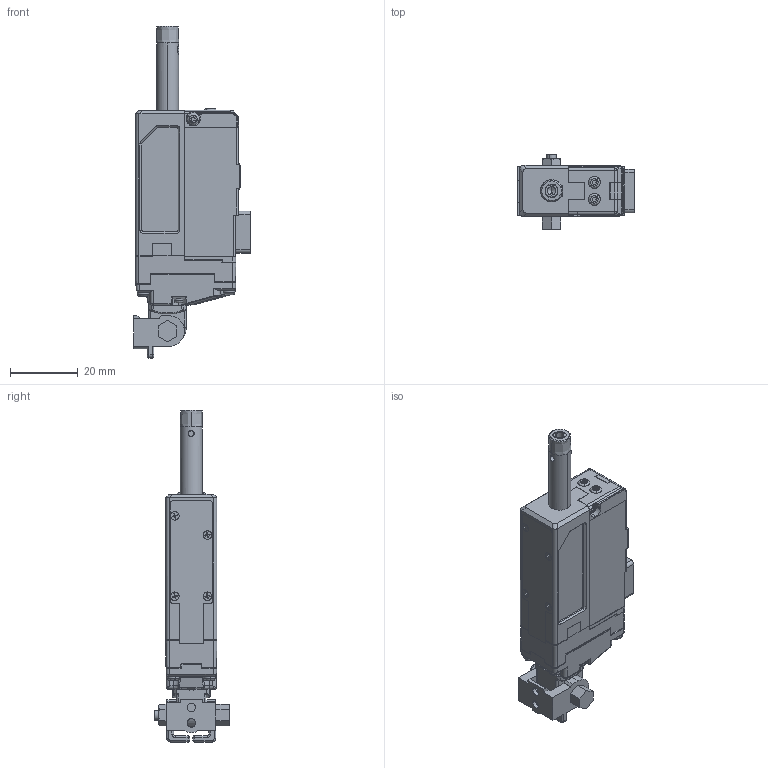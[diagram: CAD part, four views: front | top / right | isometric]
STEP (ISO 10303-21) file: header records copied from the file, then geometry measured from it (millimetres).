
FILE_DESCRIPTION (( 'STEP AP214' ), '1' );
FILE_NAME ('ir_ls_asm_12PT_寇屈档.STEP', '2019-06-20T05:39:27', ( '' ), ( '' ), 'SwSTEP 2.0', 'SolidWorks 2016', '' );
FILE_SCHEMA (( 'AUTOMOTIVE_DESIGN' ));
Length unit declared in the file: millimetre
Products named in the file (25): PHT_1_7_18; HINGE; CHM_2_4; PHT_2_4; ROD_END_NUT_BSBM; TOP_COVER; PS_COVER; ROD_CORED; MOTOR_CASE_ASM; hexagon nut style 1 gradeab_ks_KS 1012 S1 - M3-D-N; hinge_shaft_; MAIN_PCB_ASM; CSPCS3-ST3W-M1_4-4_214; LENS; MOLEX_3PIN; MIDDLE_CASE; ir_ls_asm_12PT_寇屈档; PHT_2_12; NOBLE_LINEAR_POTENTIOMETER; HINGE_BASE; ROD_CORED_ASSY; MOTOR_CASE_TOP; PHT_2_20; MOTOR_CASE_BOTTOM; STROKE_MASTER
Assembly tree (33 placements, depth 3):
  ir_ls_asm_12PT_寇屈档
    MIDDLE_CASE
    MAIN_PCB_ASM
      MOLEX_3PIN  x2
    NOBLE_LINEAR_POTENTIOMETER
    STROKE_MASTER
    PS_COVER
    TOP_COVER
    PHT_1_7_18  x2
    MOTOR_CASE_ASM
      MOTOR_CASE_BOTTOM
      MOTOR_CASE_TOP
      LENS
    PHT_2_20  x2
    CSPCS3-ST3W-M1_4-4_214  x4
    PHT_2_4  x2
    PHT_2_12  x3
    HINGE
    ROD_CORED_ASSY
      ROD_CORED
      ROD_END_NUT_BSBM
      CHM_2_4
    HINGE_BASE
    hinge_shaft_
    hexagon nut style 1 gradeab_ks_KS 1012 S1 - M3-D-N
Bounding box: 34.38 x 22 x 97.7 mm (x, y, z)
Volume: 15547.1 mm3; surface area: 23125 mm2
Topology: 30 solids, 30 shells, 2090 faces, 5491 edges, 3514 vertices
Faces by surface type: plane 1205, cylinder 562, cone 167, bspline 126, torus 30
Entity records: 65885 total; most frequent: CARTESIAN_POINT 20927, ORIENTED_EDGE 9516, DIRECTION 8447, EDGE_CURVE 4758, VERTEX_POINT 3060, LINE 3023, VECTOR 3023, AXIS2_PLACEMENT_3D 2712
